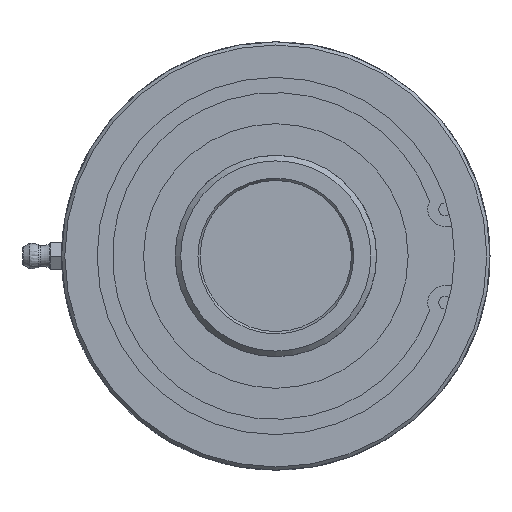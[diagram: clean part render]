
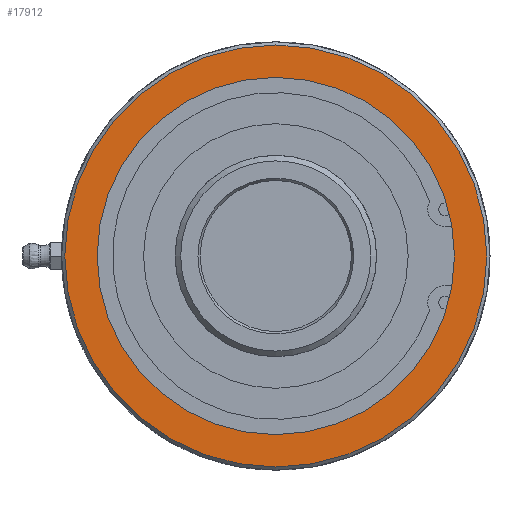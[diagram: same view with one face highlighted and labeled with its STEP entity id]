
A CAD part, left-side view. The second image highlights one B-rep face of the part: STEP entity #17912.
In plain terms, the highlighted planar face has unit normal (-1, 0, 0).
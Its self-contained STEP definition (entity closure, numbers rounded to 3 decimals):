
#882=PLANE('',#19106);
#997=FACE_BOUND('',#3671,.T.);
#1564=CIRCLE('',#19104,53.2);
#1565=CIRCLE('',#19107,45.035);
#2557=FACE_OUTER_BOUND('',#3670,.T.);
#3670=EDGE_LOOP('',(#16209));
#3671=EDGE_LOOP('',(#16210));
#8517=VERTEX_POINT('',#40653);
#8518=VERTEX_POINT('',#40658);
#11100=EDGE_CURVE('',#8517,#8517,#1564,.T.);
#11102=EDGE_CURVE('',#8518,#8518,#1565,.T.);
#16209=ORIENTED_EDGE('',*,*,#11100,.F.);
#16210=ORIENTED_EDGE('',*,*,#11102,.T.);
#17912=ADVANCED_FACE('',(#2557,#997),#882,.F.);
#19104=AXIS2_PLACEMENT_3D('',#40654,#22466,#22467);
#19106=AXIS2_PLACEMENT_3D('',#40657,#22471,#22472);
#19107=AXIS2_PLACEMENT_3D('',#40659,#22473,#22474);
#22466=DIRECTION('center_axis',(1.,0.,0.));
#22467=DIRECTION('ref_axis',(0.,-1.,0.));
#22471=DIRECTION('center_axis',(1.,0.,0.));
#22472=DIRECTION('ref_axis',(0.,0.,-1.));
#22473=DIRECTION('center_axis',(1.,0.,0.));
#22474=DIRECTION('ref_axis',(0.,1.,0.));
#40653=CARTESIAN_POINT('',(2.,53.2,0.));
#40654=CARTESIAN_POINT('Origin',(2.,0.,0.));
#40657=CARTESIAN_POINT('Origin',(2.,27.,0.));
#40658=CARTESIAN_POINT('',(2.,-45.035,0.));
#40659=CARTESIAN_POINT('Origin',(2.,0.,0.));
